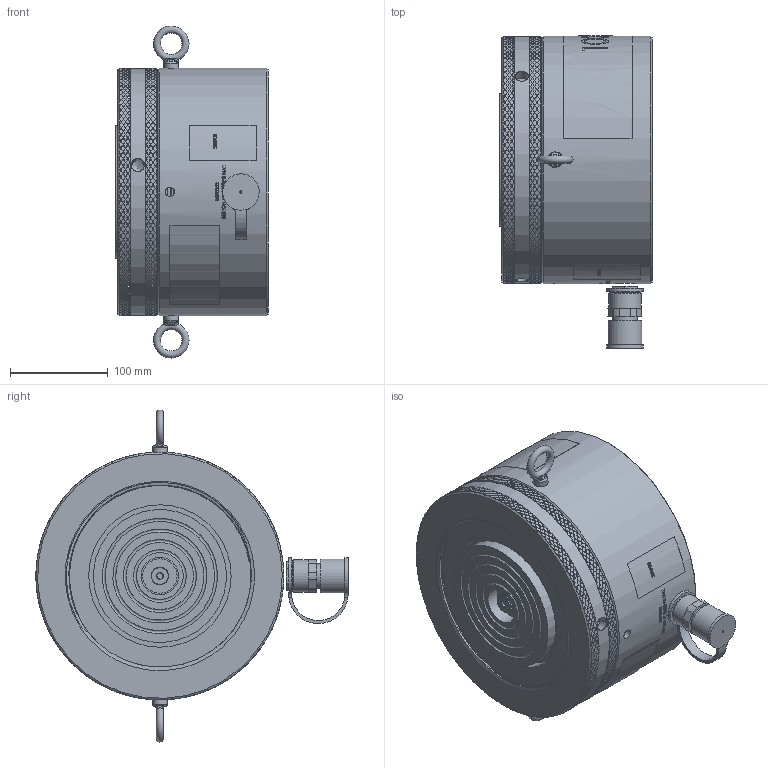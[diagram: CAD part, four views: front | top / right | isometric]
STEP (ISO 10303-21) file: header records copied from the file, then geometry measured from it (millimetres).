
FILE_DESCRIPTION (( 'STEP AP214' ), '1' );
FILE_NAME ('DER21014947 RGP2202.STEP', '2021-02-02T23:04:19', ( '' ), ( '' ), 'SwSTEP 2.0', 'SolidWorks 2018', '' );
FILE_SCHEMA (( 'AUTOMOTIVE_DESIGN' ));
Length unit declared in the file: inch
Products named in the file (1): DER21014947 RGP2202
Bounding box: 156.77 x 320.09 x 340.46 mm (x, y, z)
Surface area: 415847.7 mm2 (no closed solid volume)
Topology: 0 solids, 559 shells, 4450 faces, 17028 edges, 12968 vertices
Faces by surface type: bspline 2899, cylinder 1337, plane 175, cone 29, torus 10
Full cylindrical faces by diameter (mm): 2.159 x1, 9.525 x1, 13.208 x3, 15 x2, 15.875 x2, 17.865 x1, 25.4 x1, 33.147 x1, 34.544 x1, 38.176 x1, 136.271 x1, 146.05 x1, 253.289 x1, 254 x1
Entity records: 313799 total; most frequent: CARTESIAN_POINT 172884, ORIENTED_EDGE 22672, EDGE_CURVE 16963, VERTEX_POINT 12949, DIRECTION 5641, EDGE_LOOP 4567, FACE_OUTER_BOUND 4473, LENGTH_MEASURE_WITH_UNIT 4452
